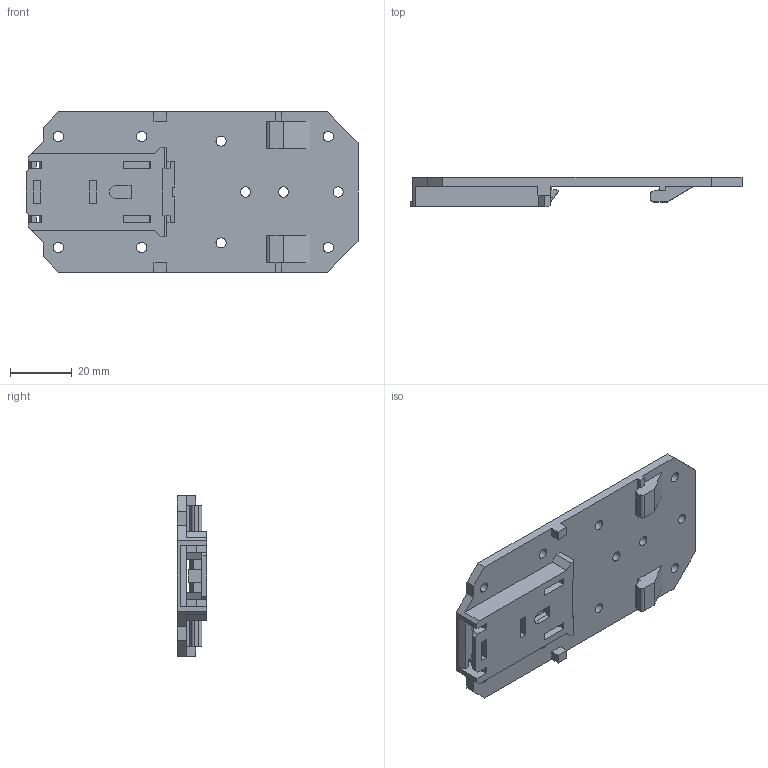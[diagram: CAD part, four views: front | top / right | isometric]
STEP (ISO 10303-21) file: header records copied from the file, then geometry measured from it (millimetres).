
FILE_DESCRIPTION((''),'2;1');
FILE_NAME('DM_CAD-3230_SW0001','2018-01-16T',('creinig-se'),(''),'PRO/ENGINEER BY PARAMETRIC TECHNOLOGY CORPORATION, 2015440','PRO/ENGINEER BY PARAMETRIC TECHNOLOGY CORPORATION, 2015440','');
FILE_SCHEMA(('CONFIG_CONTROL_DESIGN'));
Length unit declared in the file: millimetre
Products named in the file (1): DM_CAD-3230_SW0001
Bounding box: 107.65 x 9.6 x 52 mm (x, y, z)
Volume: 21166.4 mm3; surface area: 14971.2 mm2
Topology: 1 solids, 1 shells, 188 faces, 540 edges, 356 vertices
Faces by surface type: plane 131, cylinder 31, cone 26
Entity records: 7577 total; most frequent: CARTESIAN_POINT 1079, ORIENTED_EDGE 1074, DIRECTION 1018, EDGE_CURVE 537, VECTOR 440, LINE 440, VERTEX_POINT 350, AXIS2_PLACEMENT_3D 289
